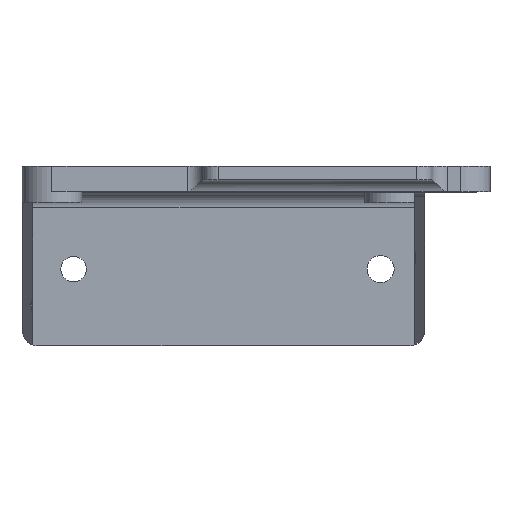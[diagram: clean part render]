
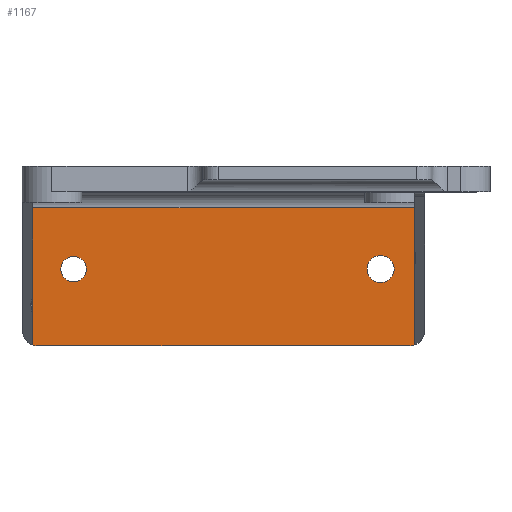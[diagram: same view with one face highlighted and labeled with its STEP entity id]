
A CAD part, top view. The second image highlights one B-rep face of the part: STEP entity #1167.
In plain terms, the highlighted planar face has unit normal (0, 0, 1).
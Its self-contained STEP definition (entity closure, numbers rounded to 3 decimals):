
#17=FACE_BOUND('',#451,.T.);
#18=FACE_BOUND('',#452,.T.);
#47=PLANE('',#1265);
#74=CIRCLE('',#1233,2.5);
#76=CIRCLE('',#1236,2.65);
#91=CIRCLE('',#1266,3.);
#92=CIRCLE('',#1267,3.);
#158=LINE('',#2096,#266);
#162=LINE('',#2104,#270);
#165=LINE('',#2110,#273);
#166=LINE('',#2114,#274);
#266=VECTOR('',#1465,10.);
#270=VECTOR('',#1471,10.);
#273=VECTOR('',#1476,10.);
#274=VECTOR('',#1479,10.);
#390=FACE_OUTER_BOUND('',#450,.T.);
#450=EDGE_LOOP('',(#896,#897,#898,#899,#900,#901));
#451=EDGE_LOOP('',(#902));
#452=EDGE_LOOP('',(#903));
#534=VERTEX_POINT('',#2007);
#536=VERTEX_POINT('',#2013);
#562=VERTEX_POINT('',#2090);
#564=VERTEX_POINT('',#2094);
#567=VERTEX_POINT('',#2103);
#569=VERTEX_POINT('',#2109);
#570=VERTEX_POINT('',#2111);
#571=VERTEX_POINT('',#2113);
#653=EDGE_CURVE('',#534,#534,#74,.T.);
#656=EDGE_CURVE('',#536,#536,#76,.T.);
#696=EDGE_CURVE('',#564,#562,#158,.T.);
#700=EDGE_CURVE('',#567,#562,#162,.T.);
#703=EDGE_CURVE('',#564,#569,#165,.T.);
#704=EDGE_CURVE('',#570,#569,#91,.T.);
#705=EDGE_CURVE('',#571,#570,#166,.T.);
#706=EDGE_CURVE('',#567,#571,#92,.T.);
#896=ORIENTED_EDGE('',*,*,#696,.F.);
#897=ORIENTED_EDGE('',*,*,#703,.T.);
#898=ORIENTED_EDGE('',*,*,#704,.F.);
#899=ORIENTED_EDGE('',*,*,#705,.F.);
#900=ORIENTED_EDGE('',*,*,#706,.F.);
#901=ORIENTED_EDGE('',*,*,#700,.T.);
#902=ORIENTED_EDGE('',*,*,#653,.T.);
#903=ORIENTED_EDGE('',*,*,#656,.T.);
#1167=ADVANCED_FACE('',(#390,#17,#18),#47,.T.);
#1233=AXIS2_PLACEMENT_3D('',#2009,#1377,#1378);
#1236=AXIS2_PLACEMENT_3D('',#2015,#1384,#1385);
#1265=AXIS2_PLACEMENT_3D('',#2108,#1474,#1475);
#1266=AXIS2_PLACEMENT_3D('',#2112,#1477,#1478);
#1267=AXIS2_PLACEMENT_3D('',#2115,#1480,#1481);
#1377=DIRECTION('center_axis',(0.,0.,-1.));
#1378=DIRECTION('ref_axis',(1.,0.,0.));
#1384=DIRECTION('center_axis',(0.,0.,-1.));
#1385=DIRECTION('ref_axis',(1.,0.,0.));
#1465=DIRECTION('',(1.,0.,0.));
#1471=DIRECTION('',(0.,1.,0.));
#1474=DIRECTION('center_axis',(0.,0.,1.));
#1475=DIRECTION('ref_axis',(-1.,0.,0.));
#1476=DIRECTION('',(0.,-1.,0.));
#1477=DIRECTION('center_axis',(0.,0.,-1.));
#1478=DIRECTION('ref_axis',(-0.707,-0.707,0.));
#1479=DIRECTION('',(-1.,0.,0.));
#1480=DIRECTION('center_axis',(0.,0.,-1.));
#1481=DIRECTION('ref_axis',(0.707,-0.707,0.));
#2007=CARTESIAN_POINT('',(-29.15,-13.,-41.097));
#2009=CARTESIAN_POINT('Origin',(-26.65,-13.,-41.097));
#2013=CARTESIAN_POINT('',(30.774,-13.,-41.097));
#2015=CARTESIAN_POINT('Origin',(33.424,-13.,-41.097));
#2090=CARTESIAN_POINT('',(40.05,-1.,-41.097));
#2094=CARTESIAN_POINT('',(-34.65,-1.,-41.097));
#2096=CARTESIAN_POINT('',(25.55,-1.,-41.097));
#2103=CARTESIAN_POINT('',(40.05,-27.828,-41.097));
#2104=CARTESIAN_POINT('',(40.05,-5.5,-41.097));
#2108=CARTESIAN_POINT('Origin',(42.05,2.,-41.097));
#2109=CARTESIAN_POINT('',(-34.65,-27.828,-41.097));
#2110=CARTESIAN_POINT('',(-34.65,-4.25,-41.097));
#2111=CARTESIAN_POINT('',(-33.65,-28.,-41.097));
#2112=CARTESIAN_POINT('Origin',(-33.65,-25.,-41.097));
#2113=CARTESIAN_POINT('',(39.05,-28.,-41.097));
#2114=CARTESIAN_POINT('',(-36.65,-28.,-41.097));
#2115=CARTESIAN_POINT('Origin',(39.05,-25.,-41.097));
